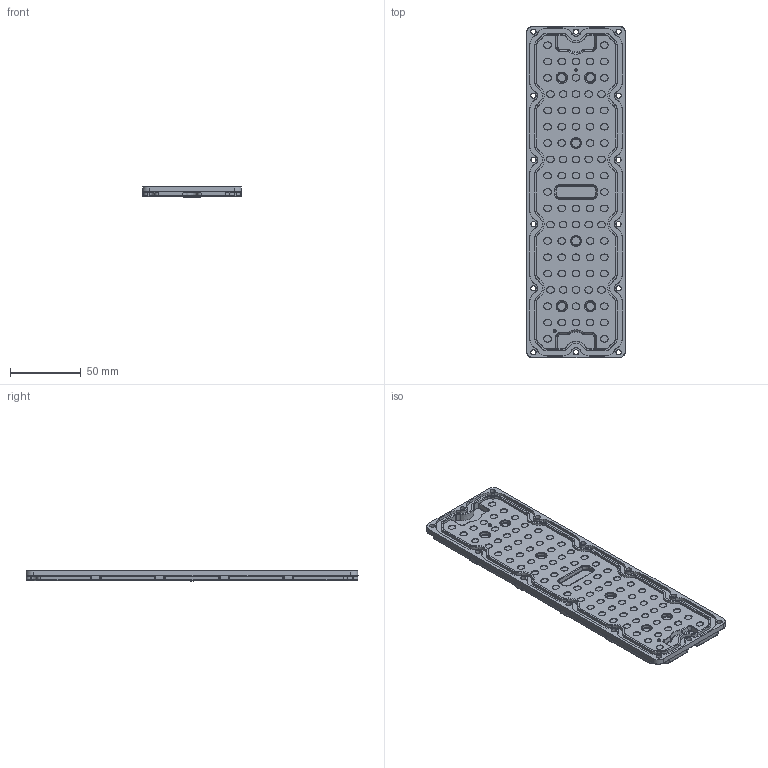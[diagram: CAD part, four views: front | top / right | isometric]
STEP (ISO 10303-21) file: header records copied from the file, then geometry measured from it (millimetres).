
FILE_DESCRIPTION(/* description */ (''),/* implementation_level */ '2;1');
FILE_NAME(/* name */ 'JY-BAA8075140P-23670-无光学-3D图.stp',/* time_stamp */ '2025-04-14T09:23:55+08:00',/* author */ (''),/* organization */ (''),/* preprocessor_version */ 'ST-DEVELOPER v16.7',/* originating_system */ 'SIEMENS PLM Software NX 12.0',/* authorisation */ '');
FILE_SCHEMA (('AUTOMOTIVE_DESIGN { 1 0 10303 214 3 1 1 1 }'));
Products named in the file (1): JY-BAA8075140P-23670-无光学-3D图_
stp
Bounding box: 70 x 234 x 7.29 mm (x, y, z)
Volume: 45300.1 mm3; surface area: 46673.6 mm2
Topology: 1 solids, 1 shells, 1633 faces, 4090 edges, 2564 vertices
Faces by surface type: cone 366, bspline 352, plane 317, cylinder 296, torus 286, sphere 16
Entity records: 80407 total; most frequent: CARTESIAN_POINT 44355, ORIENTED_EDGE 7648, DIRECTION 7176, EDGE_CURVE 3824, AXIS2_PLACEMENT_3D 2950, VERTEX_POINT 2408, EDGE_LOOP 1876, ADVANCED_FACE 1633
